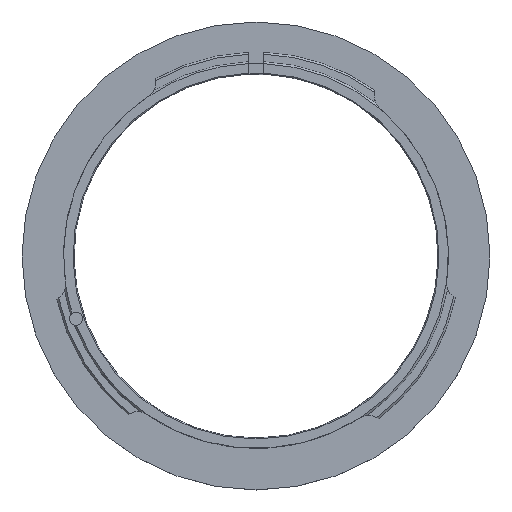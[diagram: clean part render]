
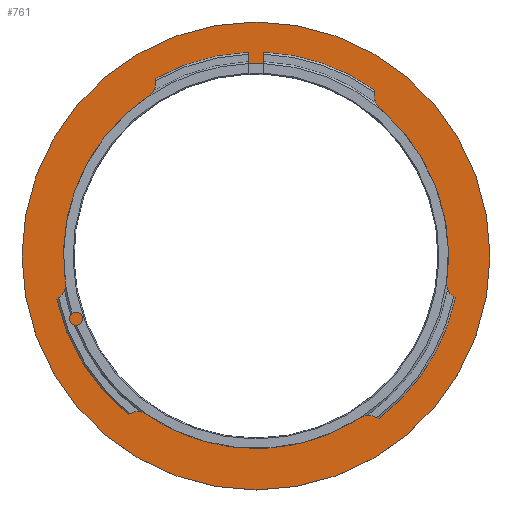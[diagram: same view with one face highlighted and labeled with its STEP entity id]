
A CAD part, top view. The second image highlights one B-rep face of the part: STEP entity #761.
In plain terms, the highlighted planar face has unit normal (0, 0, 1).
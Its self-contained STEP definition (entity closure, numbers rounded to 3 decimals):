
#158=ORIENTED_EDGE('',*,*,#394,.T.);
#159=ORIENTED_EDGE('',*,*,#395,.F.);
#160=ORIENTED_EDGE('',*,*,#396,.T.);
#394=EDGE_CURVE('',#512,#512,#589,.T.);
#395=EDGE_CURVE('',#513,#514,#590,.T.);
#396=EDGE_CURVE('',#513,#514,#591,.T.);
#512=VERTEX_POINT('',#1169);
#513=VERTEX_POINT('',#1171);
#514=VERTEX_POINT('',#1172);
#589=CIRCLE('',#823,31.);
#590=CIRCLE('',#824,25.5);
#591=CIRCLE('',#825,0.875);
#643=EDGE_LOOP('',(#158));
#644=EDGE_LOOP('',(#159,#160));
#692=FACE_BOUND('',#643,.T.);
#693=FACE_BOUND('',#644,.T.);
#741=PLANE('',#822);
#761=ADVANCED_FACE('',(#692,#693),#741,.T.);
#822=AXIS2_PLACEMENT_3D('',#1167,#924,#925);
#823=AXIS2_PLACEMENT_3D('',#1168,#926,#927);
#824=AXIS2_PLACEMENT_3D('',#1170,#928,#929);
#825=AXIS2_PLACEMENT_3D('',#1173,#930,#931);
#924=DIRECTION('',(0.,0.,1.));
#925=DIRECTION('',(1.,0.,0.));
#926=DIRECTION('',(0.,0.,1.));
#927=DIRECTION('',(1.,0.,0.));
#928=DIRECTION('',(0.,0.,1.));
#929=DIRECTION('',(1.,0.,0.));
#930=DIRECTION('',(0.,0.,1.));
#931=DIRECTION('',(1.,0.,0.));
#1167=CARTESIAN_POINT('',(0.,0.,3.));
#1168=CARTESIAN_POINT('',(0.,0.,3.));
#1169=CARTESIAN_POINT('',(31.,0.,3.));
#1170=CARTESIAN_POINT('',(0.,0.,3.));
#1171=CARTESIAN_POINT('',(-23.788,-9.187,3.));
#1172=CARTESIAN_POINT('',(-24.342,-7.596,3.));
#1173=CARTESIAN_POINT('',(-23.842,-8.314,3.));
